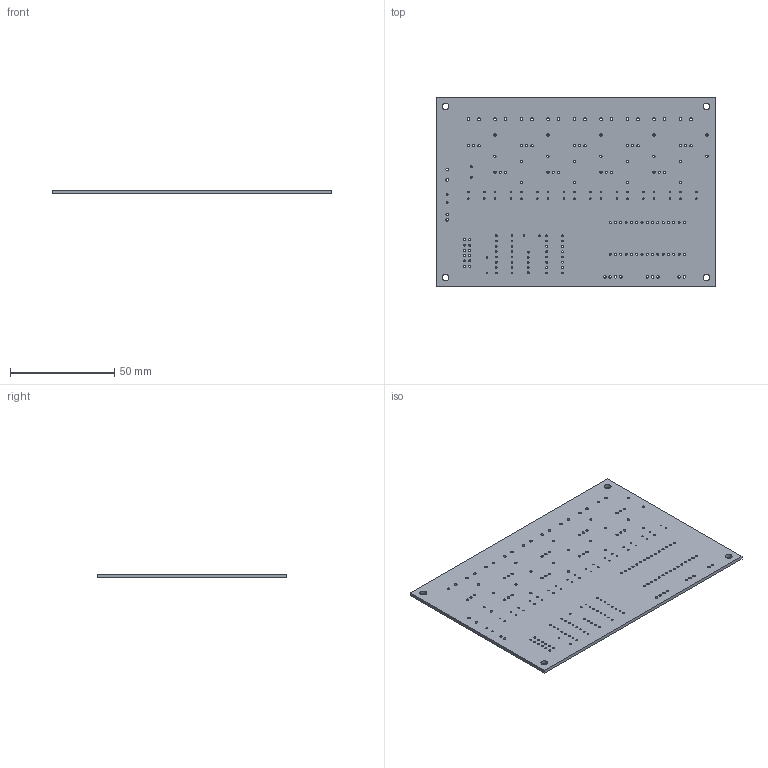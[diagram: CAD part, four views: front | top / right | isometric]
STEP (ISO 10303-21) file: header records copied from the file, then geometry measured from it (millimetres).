
FILE_DESCRIPTION(('KiCad electronic assembly'),'2;1');
FILE_NAME('Paper Tape Punch Driver Board.step','2025-04-12T21:31:26',( 'Pcbnew'),('Kicad'),'Open CASCADE STEP processor 7.8', 'KiCad to STEP converter','Unknown');
FILE_SCHEMA(('AUTOMOTIVE_DESIGN { 1 0 10303 214 1 1 1 1 }'));
Length unit declared in the file: millimetre
Products named in the file (2): Paper Tape Punch Driver Board 1; Paper Tape Punch Driver Board_PCB
Assembly tree (1 placements, depth 2):
  Paper Tape Punch Driver Board 1
    Paper Tape Punch Driver Board_PCB
Bounding box: 134 x 91 x 1.6 mm (x, y, z)
Volume: 19214.8 mm3; surface area: 25772.6 mm2
Topology: 1 solids, 1 shells, 209 faces, 621 edges, 414 vertices
Faces by surface type: cylinder 203, plane 6
Full cylindrical faces by diameter (mm): 0.7 x36, 0.8 x38, 0.95 x5, 1 x44, 1.1 x45, 1.19 x11, 1.3 x20, 3.2 x4
Entity records: 8110 total; most frequent: DIRECTION 1449, CARTESIAN_POINT 1246, ORIENTED_EDGE 1242, EDGE_CURVE 621, AXIS2_PLACEMENT_3D 617, FACE_BOUND 615, EDGE_LOOP 615, VERTEX_POINT 414
